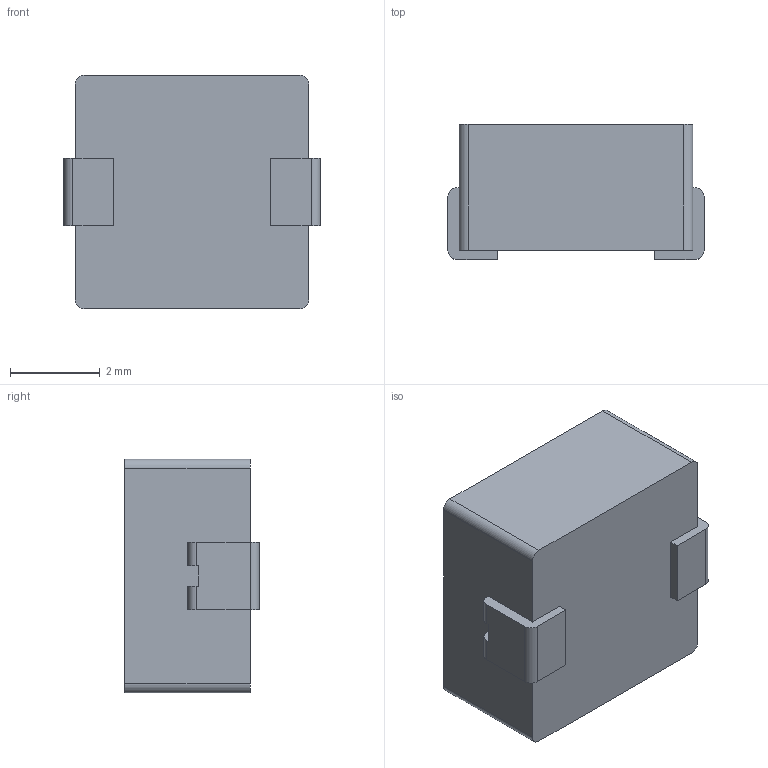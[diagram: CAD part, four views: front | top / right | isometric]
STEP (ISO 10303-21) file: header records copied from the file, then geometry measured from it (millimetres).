
FILE_DESCRIPTION (( 'STEP AP214' ), '1' );
FILE_NAME ('SRP5030T-2R2M.STEP', '2024-11-29T13:43:28', ( '' ), ( '' ), 'SwSTEP 2.0', 'SolidWorks 2021', '' );
FILE_SCHEMA (( 'AUTOMOTIVE_DESIGN' ));
Length unit declared in the file: millimetre
Products named in the file (1): SRP5030T-2R2M
Bounding box: 5.7 x 3 x 5.2 mm (x, y, z)
Volume: 77.2 mm3; surface area: 129 mm2
Topology: 3 solids, 3 shells, 40 faces, 102 edges, 68 vertices
Faces by surface type: plane 30, cylinder 10
Entity records: 1258 total; most frequent: CARTESIAN_POINT 211, ORIENTED_EDGE 204, DIRECTION 204, EDGE_CURVE 102, VECTOR 82, LINE 82, VERTEX_POINT 68, AXIS2_PLACEMENT_3D 61
